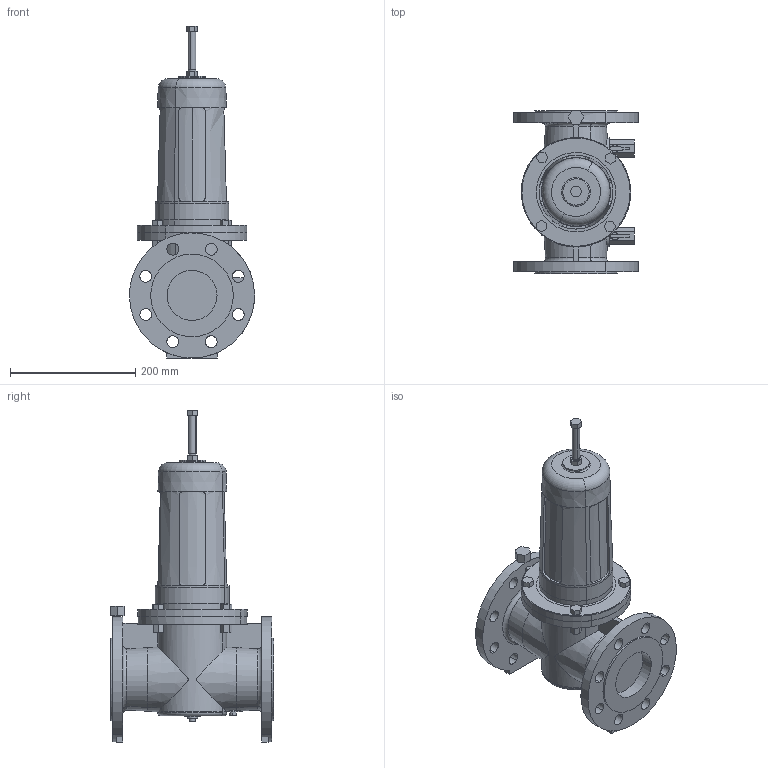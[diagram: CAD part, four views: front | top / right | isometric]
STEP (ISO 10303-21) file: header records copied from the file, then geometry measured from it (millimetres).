
FILE_DESCRIPTION(('CATIA V5 STEP Exchange','CAx-IF Rec.Pracs.--- Model Styling and Organization---1.4--- 2014-01-23','CAx-IF Rec.Pracs.---3D Tessellated Data Validation Properties---0.5---2014-09-14'),'2;1');
FILE_NAME('STEP_576082_-_TST.stp','2021-04-21T14:24:12+00:00',('none'),('none'),'CATIA Version 5-6 Release 2019 SP3','CATIA V5 STEP AP242 v1','none');
FILE_SCHEMA(('AP242_MANAGED_MODEL_BASED_3D_ENGINEERING_MIM_LF {1 0 10303 442 1 1 4}'));
Length unit declared in the file: millimetre
Products named in the file (1): 576082 - TST
Bounding box: 199.94 x 261 x 530.58 mm (x, y, z)
Volume: 6204378.5 mm3; surface area: 399484.9 mm2
Topology: 1 solids, 1 shells, 323 faces, 832 edges, 542 vertices
Faces by surface type: plane 172, cylinder 100, cone 25, torus 18, revolution 6, extrusion 2
Entity records: 9524 total; most frequent: CARTESIAN_POINT 2389, ORIENTED_EDGE 1664, DIRECTION 1063, EDGE_CURVE 832, VERTEX_POINT 542, VECTOR 467, LINE 465, AXIS2_PLACEMENT_3D 426
